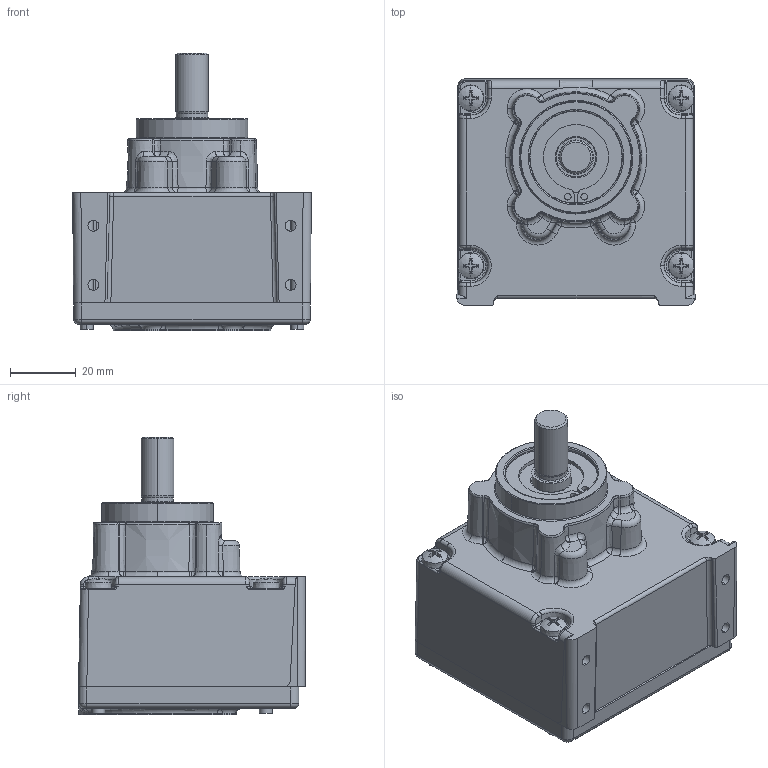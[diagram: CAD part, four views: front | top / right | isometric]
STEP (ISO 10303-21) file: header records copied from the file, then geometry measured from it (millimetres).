
FILE_DESCRIPTION (( 'STEP AP214' ), '1' );
FILE_NAME ('Getriebe SG80 B3-+-1603906.STEP', '2016-06-23T11:48:18', ( 'kob' ), ( 'Microsoft' ), 'SwSTEP 2.0', 'SolidWorks 2014', '' );
FILE_SCHEMA (( 'AUTOMOTIVE_DESIGN' ));
Length unit declared in the file: millimetre
Products named in the file (1): Getriebe SG80 B3-+-1603906
Bounding box: 72.59 x 69 x 84.5 mm (x, y, z)
Surface area: 38321.2 mm2 (no closed solid volume)
Topology: 0 solids, 21 shells, 535 faces, 1737 edges, 1208 vertices
Faces by surface type: cylinder 162, plane 122, bspline 85, cone 73, torus 64, sphere 29
Entity records: 27553 total; most frequent: CARTESIAN_POINT 7151, DIRECTION 3109, ORIENTED_EDGE 2842, EDGE_CURVE 1720, AXIS2_PLACEMENT_3D 1311, VERTEX_POINT 1206, CIRCLE 860, EDGE_LOOP 584
